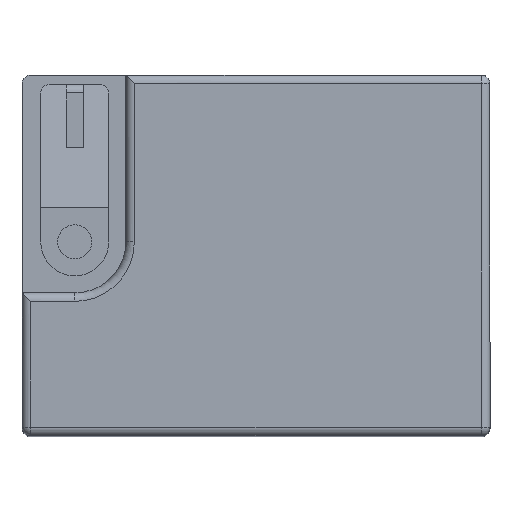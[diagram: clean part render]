
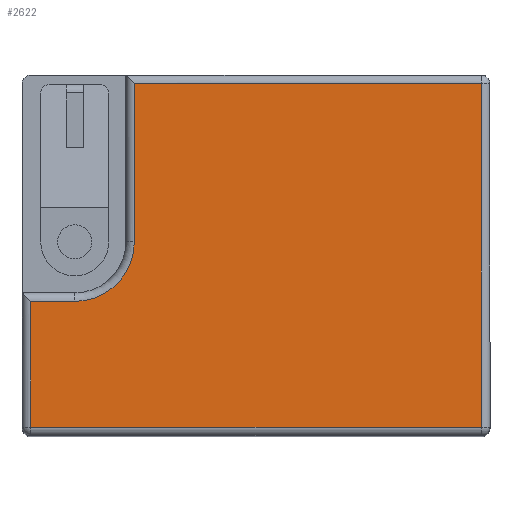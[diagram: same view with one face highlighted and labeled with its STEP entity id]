
A CAD part, top view. The second image highlights one B-rep face of the part: STEP entity #2622.
In plain terms, the highlighted planar face has unit normal (0, 0, 1).
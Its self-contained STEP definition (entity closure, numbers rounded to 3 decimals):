
#30 = CARTESIAN_POINT ( 'NONE',  ( -13.25, -2.7, 35.6 ) ) ;
#36 = CARTESIAN_POINT ( 'NONE',  ( -10.65, -2.7, 35.6 ) ) ;
#54 = CARTESIAN_POINT ( 'NONE',  ( -7.15, 0.8, 35.6 ) ) ;
#64 = CARTESIAN_POINT ( 'NONE',  ( -7.15, 10.1, 35.6 ) ) ;
#75 = CARTESIAN_POINT ( 'NONE',  ( 13.25, -10.1, 35.6 ) ) ;
#97 = CARTESIAN_POINT ( 'NONE',  ( 13.25, 10.1, 35.6 ) ) ;
#101 = CARTESIAN_POINT ( 'NONE',  ( -13.25, -10.1, 35.6 ) ) ;
#164 = VERTEX_POINT ( 'NONE', #101 ) ;
#174 = VERTEX_POINT ( 'NONE', #75 ) ;
#205 = VERTEX_POINT ( 'NONE', #54 ) ;
#212 = VERTEX_POINT ( 'NONE', #97 ) ;
#236 = VERTEX_POINT ( 'NONE', #36 ) ;
#242 = VERTEX_POINT ( 'NONE', #64 ) ;
#246 = VERTEX_POINT ( 'NONE', #30 ) ;
#713 = EDGE_CURVE ( 'NONE', #174, #212, #3057, .T. ) ;
#714 = EDGE_CURVE ( 'NONE', #212, #242, #3035, .T. ) ;
#715 = EDGE_CURVE ( 'NONE', #242, #205, #3061, .T. ) ;
#716 = EDGE_CURVE ( 'NONE', #205, #236, #3063, .T. ) ;
#717 = EDGE_CURVE ( 'NONE', #236, #246, #3065, .T. ) ;
#718 = EDGE_CURVE ( 'NONE', #246, #164, #3066, .T. ) ;
#719 = EDGE_CURVE ( 'NONE', #164, #174, #3068, .T. ) ;
#950 = EDGE_LOOP ( 'NONE', ( #1265, #1266, #1267, #1268, #1269, #1270, #1271 ) ) ;
#1265 = ORIENTED_EDGE ( 'NONE', *, *, #713, .T. ) ;
#1266 = ORIENTED_EDGE ( 'NONE', *, *, #714, .T. ) ;
#1267 = ORIENTED_EDGE ( 'NONE', *, *, #715, .T. ) ;
#1268 = ORIENTED_EDGE ( 'NONE', *, *, #716, .T. ) ;
#1269 = ORIENTED_EDGE ( 'NONE', *, *, #717, .T. ) ;
#1270 = ORIENTED_EDGE ( 'NONE', *, *, #718, .T. ) ;
#1271 = ORIENTED_EDGE ( 'NONE', *, *, #719, .T. ) ;
#1515 = AXIS2_PLACEMENT_3D ( 'NONE', #2878, #2879, #2880 ) ;
#2622 = ADVANCED_FACE ( 'NONE', ( #4889 ), #4604, .T. ) ;
#2840 = CARTESIAN_POINT ( 'NONE',  ( -7.65, 10.1, 35.6 ) ) ;
#2848 = DIRECTION ( 'NONE',  ( -1., 0., 0. ) ) ;
#2871 = CARTESIAN_POINT ( 'NONE',  ( 13.25, 10.6, 35.6 ) ) ;
#2872 = CARTESIAN_POINT ( 'NONE',  ( -13.75, -2.7, 35.6 ) ) ;
#2873 = DIRECTION ( 'NONE',  ( 0., 1., 0. ) ) ;
#2874 = DIRECTION ( 'NONE',  ( -1., 0., 0. ) ) ;
#2875 = CARTESIAN_POINT ( 'NONE',  ( -7.15, 0.8, 35.6 ) ) ;
#2876 = DIRECTION ( 'NONE',  ( 0., -1., 0. ) ) ;
#2878 = CARTESIAN_POINT ( 'NONE',  ( -10.65, 0.8, 35.6 ) ) ;
#2879 = DIRECTION ( 'NONE',  ( 0., 0., -1. ) ) ;
#2880 = DIRECTION ( 'NONE',  ( 1., 0., 0. ) ) ;
#2881 = CARTESIAN_POINT ( 'NONE',  ( -13.25, -10.6, 35.6 ) ) ;
#2882 = DIRECTION ( 'NONE',  ( 0., -1., 0. ) ) ;
#2883 = CARTESIAN_POINT ( 'NONE',  ( 13.75, -10.1, 35.6 ) ) ;
#2884 = DIRECTION ( 'NONE',  ( 1., 0., 0. ) ) ;
#3035 = LINE ( 'NONE', #2840, #3062 ) ;
#3057 = LINE ( 'NONE', #2871, #3060 ) ;
#3060 = VECTOR ( 'NONE', #2873, 1000. ) ;
#3061 = LINE ( 'NONE', #2875, #3064 ) ;
#3062 = VECTOR ( 'NONE', #2874, 1000. ) ;
#3063 = CIRCLE ( 'NONE', #1515, 3.5 ) ;
#3064 = VECTOR ( 'NONE', #2876, 1000. ) ;
#3065 = LINE ( 'NONE', #2872, #3067 ) ;
#3066 = LINE ( 'NONE', #2881, #3069 ) ;
#3067 = VECTOR ( 'NONE', #2848, 1000. ) ;
#3068 = LINE ( 'NONE', #2883, #3071 ) ;
#3069 = VECTOR ( 'NONE', #2882, 1000. ) ;
#3071 = VECTOR ( 'NONE', #2884, 1000. ) ;
#4602 = CARTESIAN_POINT ( 'NONE',  ( -13.75, -10.6, 35.6 ) ) ;
#4604 = PLANE ( 'NONE',  #4716 ) ;
#4606 = DIRECTION ( 'NONE',  ( 0., 0., 1. ) ) ;
#4607 = DIRECTION ( 'NONE',  ( 1., 0., 0. ) ) ;
#4716 = AXIS2_PLACEMENT_3D ( 'NONE', #4602, #4606, #4607 ) ;
#4889 = FACE_OUTER_BOUND ( 'NONE', #950, .T. ) ;
